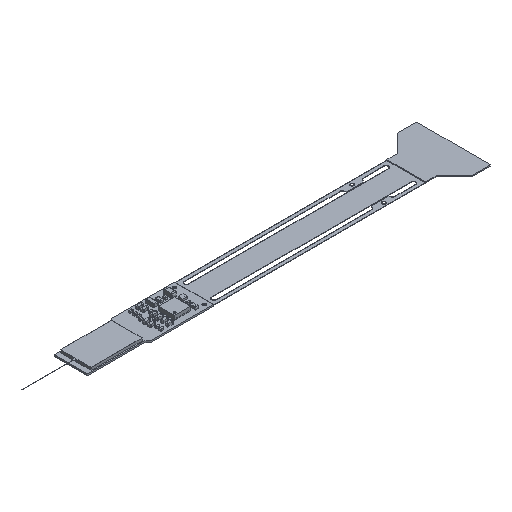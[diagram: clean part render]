
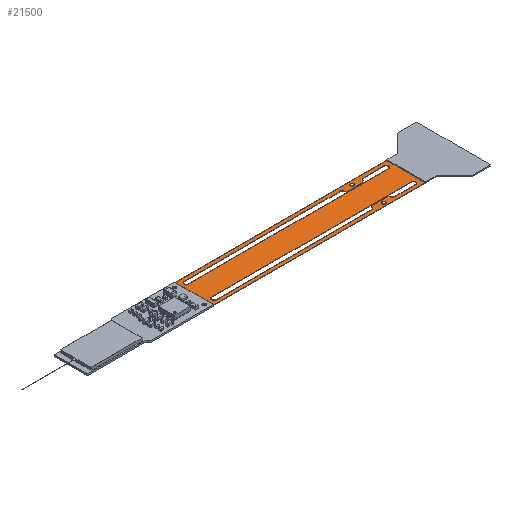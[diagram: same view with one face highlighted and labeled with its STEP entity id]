
A CAD part, isometric view. The second image highlights one B-rep face of the part: STEP entity #21500.
In plain terms, the highlighted planar face has unit normal (0, 0, 1).
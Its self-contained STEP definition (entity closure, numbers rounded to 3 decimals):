
#1648=FACE_BOUND('',#5901,.T.);
#1649=FACE_BOUND('',#5902,.T.);
#1650=FACE_BOUND('',#5903,.T.);
#1651=FACE_BOUND('',#5904,.T.);
#2919=CIRCLE('',#24122,0.4);
#2921=CIRCLE('',#24126,0.4);
#2923=CIRCLE('',#24132,0.4);
#2925=CIRCLE('',#24136,0.4);
#2926=CIRCLE('',#24138,0.3);
#2928=CIRCLE('',#24141,0.3);
#2931=CIRCLE('',#24146,0.4);
#2933=CIRCLE('',#24152,0.4);
#2935=CIRCLE('',#24156,0.4);
#2937=CIRCLE('',#24160,0.4);
#4413=FACE_OUTER_BOUND('',#5900,.T.);
#5900=EDGE_LOOP('',(#19485,#19486,#19487,#19488));
#5901=EDGE_LOOP('',(#19489,#19490,#19491,#19492,#19493,#19494,#19495,#19496,
#19497,#19498));
#5902=EDGE_LOOP('',(#19499));
#5903=EDGE_LOOP('',(#19500));
#5904=EDGE_LOOP('',(#19501,#19502,#19503,#19504,#19505,#19506,#19507,#19508,
#19509,#19510));
#7276=LINE('',#46347,#8693);
#7280=LINE('',#46359,#8697);
#7284=LINE('',#46371,#8701);
#7287=LINE('',#46377,#8704);
#7290=LINE('',#46383,#8707);
#7294=LINE('',#46395,#8711);
#7300=LINE('',#46419,#8717);
#7304=LINE('',#46431,#8721);
#7307=LINE('',#46437,#8724);
#7310=LINE('',#46443,#8727);
#7314=LINE('',#46455,#8731);
#7318=LINE('',#46467,#8735);
#7319=LINE('',#46474,#8736);
#7320=LINE('',#46476,#8737);
#7321=LINE('',#46478,#8738);
#7322=LINE('',#46479,#8739);
#8693=VECTOR('',#30571,1.);
#8697=VECTOR('',#30583,1.);
#8701=VECTOR('',#30595,1.);
#8704=VECTOR('',#30600,1.);
#8707=VECTOR('',#30605,1.);
#8711=VECTOR('',#30617,1.);
#8717=VECTOR('',#30643,1.);
#8721=VECTOR('',#30655,1.);
#8724=VECTOR('',#30660,1.);
#8727=VECTOR('',#30665,1.);
#8731=VECTOR('',#30677,1.);
#8735=VECTOR('',#30689,1.);
#8736=VECTOR('',#30698,1.);
#8737=VECTOR('',#30699,1.);
#8738=VECTOR('',#30700,1.);
#8739=VECTOR('',#30701,1.);
#10397=VERTEX_POINT('',#46341);
#10399=VERTEX_POINT('',#46345);
#10401=VERTEX_POINT('',#46351);
#10403=VERTEX_POINT('',#46357);
#10405=VERTEX_POINT('',#46363);
#10407=VERTEX_POINT('',#46369);
#10409=VERTEX_POINT('',#46375);
#10411=VERTEX_POINT('',#46381);
#10413=VERTEX_POINT('',#46387);
#10415=VERTEX_POINT('',#46393);
#10416=VERTEX_POINT('',#46400);
#10418=VERTEX_POINT('',#46406);
#10421=VERTEX_POINT('',#46413);
#10423=VERTEX_POINT('',#46417);
#10425=VERTEX_POINT('',#46423);
#10427=VERTEX_POINT('',#46429);
#10429=VERTEX_POINT('',#46435);
#10431=VERTEX_POINT('',#46441);
#10433=VERTEX_POINT('',#46447);
#10435=VERTEX_POINT('',#46453);
#10437=VERTEX_POINT('',#46459);
#10439=VERTEX_POINT('',#46465);
#10440=VERTEX_POINT('',#46472);
#10441=VERTEX_POINT('',#46473);
#10442=VERTEX_POINT('',#46475);
#10443=VERTEX_POINT('',#46477);
#13408=EDGE_CURVE('',#10397,#10399,#7276,.T.);
#13411=EDGE_CURVE('',#10399,#10401,#2919,.T.);
#13414=EDGE_CURVE('',#10401,#10403,#7280,.T.);
#13417=EDGE_CURVE('',#10403,#10405,#2921,.T.);
#13420=EDGE_CURVE('',#10405,#10407,#7284,.T.);
#13423=EDGE_CURVE('',#10407,#10409,#7287,.T.);
#13426=EDGE_CURVE('',#10409,#10411,#7290,.T.);
#13429=EDGE_CURVE('',#10411,#10413,#2923,.T.);
#13432=EDGE_CURVE('',#10413,#10415,#7294,.T.);
#13434=EDGE_CURVE('',#10415,#10397,#2925,.T.);
#13435=EDGE_CURVE('',#10416,#10416,#2926,.T.);
#13438=EDGE_CURVE('',#10418,#10418,#2928,.T.);
#13444=EDGE_CURVE('',#10421,#10423,#7300,.T.);
#13447=EDGE_CURVE('',#10423,#10425,#2931,.T.);
#13450=EDGE_CURVE('',#10425,#10427,#7304,.T.);
#13453=EDGE_CURVE('',#10427,#10429,#7307,.T.);
#13456=EDGE_CURVE('',#10429,#10431,#7310,.T.);
#13459=EDGE_CURVE('',#10431,#10433,#2933,.T.);
#13462=EDGE_CURVE('',#10433,#10435,#7314,.T.);
#13465=EDGE_CURVE('',#10435,#10437,#2935,.T.);
#13468=EDGE_CURVE('',#10437,#10439,#7318,.T.);
#13470=EDGE_CURVE('',#10439,#10421,#2937,.T.);
#13471=EDGE_CURVE('',#10440,#10441,#7319,.T.);
#13472=EDGE_CURVE('',#10442,#10440,#7320,.T.);
#13473=EDGE_CURVE('',#10443,#10442,#7321,.T.);
#13474=EDGE_CURVE('',#10441,#10443,#7322,.T.);
#19485=ORIENTED_EDGE('',*,*,#13471,.F.);
#19486=ORIENTED_EDGE('',*,*,#13472,.F.);
#19487=ORIENTED_EDGE('',*,*,#13473,.F.);
#19488=ORIENTED_EDGE('',*,*,#13474,.F.);
#19489=ORIENTED_EDGE('',*,*,#13470,.T.);
#19490=ORIENTED_EDGE('',*,*,#13444,.T.);
#19491=ORIENTED_EDGE('',*,*,#13447,.T.);
#19492=ORIENTED_EDGE('',*,*,#13450,.T.);
#19493=ORIENTED_EDGE('',*,*,#13453,.T.);
#19494=ORIENTED_EDGE('',*,*,#13456,.T.);
#19495=ORIENTED_EDGE('',*,*,#13459,.T.);
#19496=ORIENTED_EDGE('',*,*,#13462,.T.);
#19497=ORIENTED_EDGE('',*,*,#13465,.T.);
#19498=ORIENTED_EDGE('',*,*,#13468,.T.);
#19499=ORIENTED_EDGE('',*,*,#13438,.F.);
#19500=ORIENTED_EDGE('',*,*,#13435,.F.);
#19501=ORIENTED_EDGE('',*,*,#13434,.T.);
#19502=ORIENTED_EDGE('',*,*,#13408,.T.);
#19503=ORIENTED_EDGE('',*,*,#13411,.T.);
#19504=ORIENTED_EDGE('',*,*,#13414,.T.);
#19505=ORIENTED_EDGE('',*,*,#13417,.T.);
#19506=ORIENTED_EDGE('',*,*,#13420,.T.);
#19507=ORIENTED_EDGE('',*,*,#13423,.T.);
#19508=ORIENTED_EDGE('',*,*,#13426,.T.);
#19509=ORIENTED_EDGE('',*,*,#13429,.T.);
#19510=ORIENTED_EDGE('',*,*,#13432,.T.);
#20019=PLANE('',#24161);
#21500=ADVANCED_FACE('',(#4413,#1648,#1649,#1650,#1651),#20019,.T.);
#24122=AXIS2_PLACEMENT_3D('',#46353,#30577,#30578);
#24126=AXIS2_PLACEMENT_3D('',#46365,#30589,#30590);
#24132=AXIS2_PLACEMENT_3D('',#46389,#30611,#30612);
#24136=AXIS2_PLACEMENT_3D('',#46398,#30622,#30623);
#24138=AXIS2_PLACEMENT_3D('',#46401,#30626,#30627);
#24141=AXIS2_PLACEMENT_3D('',#46407,#30633,#30634);
#24146=AXIS2_PLACEMENT_3D('',#46425,#30649,#30650);
#24152=AXIS2_PLACEMENT_3D('',#46449,#30671,#30672);
#24156=AXIS2_PLACEMENT_3D('',#46461,#30683,#30684);
#24160=AXIS2_PLACEMENT_3D('',#46470,#30694,#30695);
#24161=AXIS2_PLACEMENT_3D('',#46471,#30696,#30697);
#30571=DIRECTION('',(1.,0.,0.));
#30577=DIRECTION('center_axis',(0.,0.,-1.));
#30578=DIRECTION('ref_axis',(0.,1.,0.));
#30583=DIRECTION('',(-1.,0.,0.));
#30589=DIRECTION('center_axis',(0.,0.,-1.));
#30590=DIRECTION('ref_axis',(0.,-1.,0.));
#30595=DIRECTION('',(-0.707,0.707,0.));
#30600=DIRECTION('',(-1.,0.,0.));
#30605=DIRECTION('',(-0.707,-0.707,0.));
#30611=DIRECTION('center_axis',(0.,0.,-1.));
#30612=DIRECTION('ref_axis',(1.,0.,0.));
#30617=DIRECTION('',(-1.,0.,0.));
#30622=DIRECTION('center_axis',(0.,0.,-1.));
#30623=DIRECTION('ref_axis',(0.,-1.,0.));
#30626=DIRECTION('center_axis',(0.,0.,1.));
#30627=DIRECTION('ref_axis',(1.,0.,0.));
#30633=DIRECTION('center_axis',(0.,0.,1.));
#30634=DIRECTION('ref_axis',(1.,0.,0.));
#30643=DIRECTION('',(1.,0.,0.));
#30649=DIRECTION('center_axis',(0.,0.,-1.));
#30650=DIRECTION('ref_axis',(0.,1.,0.));
#30655=DIRECTION('',(0.707,-0.707,0.));
#30660=DIRECTION('',(1.,0.,0.));
#30665=DIRECTION('',(0.707,0.707,0.));
#30671=DIRECTION('center_axis',(0.,0.,-1.));
#30672=DIRECTION('ref_axis',(-1.,0.,0.));
#30677=DIRECTION('',(1.,0.,0.));
#30683=DIRECTION('center_axis',(0.,0.,-1.));
#30684=DIRECTION('ref_axis',(0.,1.,0.));
#30689=DIRECTION('',(-1.,0.,0.));
#30694=DIRECTION('center_axis',(0.,0.,-1.));
#30695=DIRECTION('ref_axis',(0.,-1.,0.));
#30696=DIRECTION('center_axis',(0.,0.,1.));
#30697=DIRECTION('ref_axis',(1.,0.,0.));
#30698=DIRECTION('',(-1.,0.,0.));
#30699=DIRECTION('',(0.,-1.,0.));
#30700=DIRECTION('',(1.,0.,0.));
#30701=DIRECTION('',(0.,1.,0.));
#46341=CARTESIAN_POINT('',(13.,-2.15,-0.1));
#46345=CARTESIAN_POINT('',(50.182,-2.15,-0.1));
#46347=CARTESIAN_POINT('',(13.,-2.15,-0.1));
#46351=CARTESIAN_POINT('',(50.182,-2.95,-0.1));
#46353=CARTESIAN_POINT('Origin',(50.182,-2.55,-0.1));
#46357=CARTESIAN_POINT('',(46.288,-2.95,-0.1));
#46359=CARTESIAN_POINT('',(50.182,-2.95,-0.1));
#46363=CARTESIAN_POINT('',(45.888,-2.55,-0.1));
#46365=CARTESIAN_POINT('Origin',(46.288,-2.55,-0.1));
#46369=CARTESIAN_POINT('',(45.638,-2.3,-0.1));
#46371=CARTESIAN_POINT('',(45.888,-2.55,-0.1));
#46375=CARTESIAN_POINT('',(42.65,-2.3,-0.1));
#46377=CARTESIAN_POINT('',(45.638,-2.3,-0.1));
#46381=CARTESIAN_POINT('',(42.4,-2.55,-0.1));
#46383=CARTESIAN_POINT('',(42.65,-2.3,-0.1));
#46387=CARTESIAN_POINT('',(42.,-2.95,-0.1));
#46389=CARTESIAN_POINT('Origin',(42.,-2.55,-0.1));
#46393=CARTESIAN_POINT('',(13.,-2.95,-0.1));
#46395=CARTESIAN_POINT('',(42.,-2.95,-0.1));
#46398=CARTESIAN_POINT('Origin',(13.,-2.55,-0.1));
#46400=CARTESIAN_POINT('',(43.95,2.95,-0.1));
#46401=CARTESIAN_POINT('Origin',(44.25,2.95,-0.1));
#46406=CARTESIAN_POINT('',(43.95,-2.95,-0.1));
#46407=CARTESIAN_POINT('Origin',(44.25,-2.95,-0.1));
#46413=CARTESIAN_POINT('',(13.,2.95,-0.1));
#46417=CARTESIAN_POINT('',(42.,2.95,-0.1));
#46419=CARTESIAN_POINT('',(13.,2.95,-0.1));
#46423=CARTESIAN_POINT('',(42.4,2.55,-0.1));
#46425=CARTESIAN_POINT('Origin',(42.,2.55,-0.1));
#46429=CARTESIAN_POINT('',(42.65,2.3,-0.1));
#46431=CARTESIAN_POINT('',(42.4,2.55,-0.1));
#46435=CARTESIAN_POINT('',(45.638,2.3,-0.1));
#46437=CARTESIAN_POINT('',(42.65,2.3,-0.1));
#46441=CARTESIAN_POINT('',(45.888,2.55,-0.1));
#46443=CARTESIAN_POINT('',(45.638,2.3,-0.1));
#46447=CARTESIAN_POINT('',(46.288,2.95,-0.1));
#46449=CARTESIAN_POINT('Origin',(46.288,2.55,-0.1));
#46453=CARTESIAN_POINT('',(50.182,2.95,-0.1));
#46455=CARTESIAN_POINT('',(46.288,2.95,-0.1));
#46459=CARTESIAN_POINT('',(50.182,2.15,-0.1));
#46461=CARTESIAN_POINT('Origin',(50.183,2.55,-0.1));
#46465=CARTESIAN_POINT('',(13.,2.15,-0.1));
#46467=CARTESIAN_POINT('',(50.182,2.15,-0.1));
#46470=CARTESIAN_POINT('Origin',(13.,2.55,-0.1));
#46471=CARTESIAN_POINT('Origin',(51.373,-3.6,-0.1));
#46472=CARTESIAN_POINT('',(51.373,-3.6,-0.1));
#46473=CARTESIAN_POINT('',(11.85,-3.6,-0.1));
#46474=CARTESIAN_POINT('',(51.373,-3.6,-0.1));
#46475=CARTESIAN_POINT('',(51.373,3.6,-0.1));
#46476=CARTESIAN_POINT('',(51.373,3.6,-0.1));
#46477=CARTESIAN_POINT('',(11.85,3.6,-0.1));
#46478=CARTESIAN_POINT('',(11.85,3.6,-0.1));
#46479=CARTESIAN_POINT('',(11.85,-3.6,-0.1));
